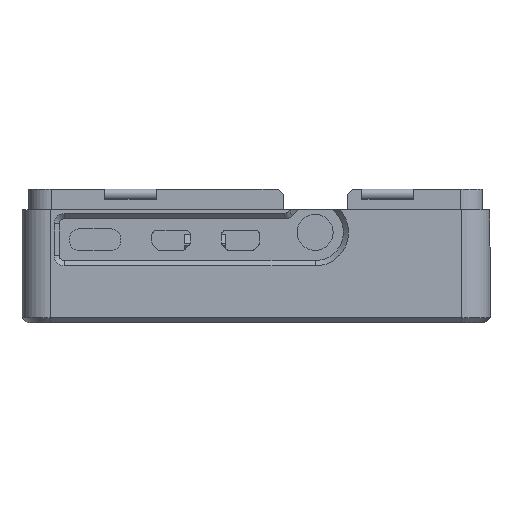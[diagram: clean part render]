
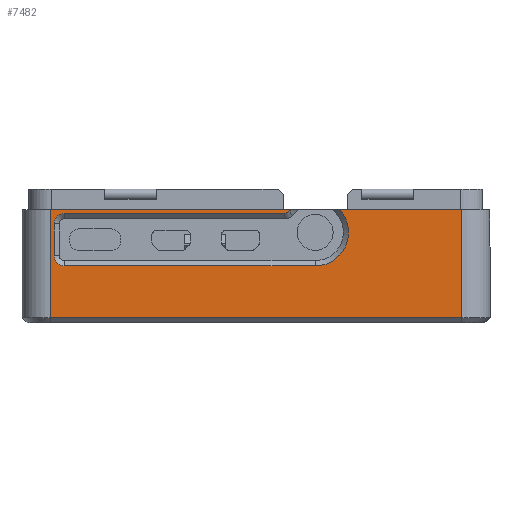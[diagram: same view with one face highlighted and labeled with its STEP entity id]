
A CAD part, front view. The second image highlights one B-rep face of the part: STEP entity #7482.
In plain terms, the highlighted planar face has unit normal (0, -1, 0).
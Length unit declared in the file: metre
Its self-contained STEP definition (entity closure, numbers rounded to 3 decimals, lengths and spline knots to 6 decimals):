
#147=PLANE('',#8066);
#337=B_SPLINE_CURVE_WITH_KNOTS('',3,(#11923,#11924,#11925,#11926),
 .UNSPECIFIED.,.F.,.F.,(4,4),(0.,0.001232),.UNSPECIFIED.);
#551=CIRCLE('',#8067,0.0065);
#552=CIRCLE('',#8068,0.002);
#553=CIRCLE('',#8069,0.002);
#554=CIRCLE('',#8070,0.0065);
#1317=ORIENTED_EDGE('',*,*,#3539,.T.);
#1318=ORIENTED_EDGE('',*,*,#3540,.T.);
#1319=ORIENTED_EDGE('',*,*,#3541,.T.);
#1320=ORIENTED_EDGE('',*,*,#3542,.F.);
#1321=ORIENTED_EDGE('',*,*,#3543,.F.);
#1322=ORIENTED_EDGE('',*,*,#3544,.F.);
#1323=ORIENTED_EDGE('',*,*,#3545,.T.);
#1324=ORIENTED_EDGE('',*,*,#3546,.F.);
#1325=ORIENTED_EDGE('',*,*,#3547,.T.);
#1326=ORIENTED_EDGE('',*,*,#3548,.T.);
#1327=ORIENTED_EDGE('',*,*,#3549,.T.);
#1328=ORIENTED_EDGE('',*,*,#3550,.F.);
#1329=ORIENTED_EDGE('',*,*,#3551,.F.);
#3539=EDGE_CURVE('',#4628,#4629,#5255,.T.);
#3540=EDGE_CURVE('',#4629,#4630,#5256,.T.);
#3541=EDGE_CURVE('',#4630,#4631,#5257,.F.);
#3542=EDGE_CURVE('',#4632,#4631,#5258,.T.);
#3543=EDGE_CURVE('',#4633,#4632,#551,.T.);
#3544=EDGE_CURVE('',#4634,#4633,#5259,.T.);
#3545=EDGE_CURVE('',#4634,#4635,#552,.T.);
#3546=EDGE_CURVE('',#4636,#4635,#5260,.T.);
#3547=EDGE_CURVE('',#4636,#4637,#553,.T.);
#3548=EDGE_CURVE('',#4637,#4638,#5261,.T.);
#3549=EDGE_CURVE('',#4638,#4639,#337,.T.);
#3550=EDGE_CURVE('',#4640,#4639,#554,.T.);
#3551=EDGE_CURVE('',#4628,#4640,#5262,.T.);
#4628=VERTEX_POINT('',#11903);
#4629=VERTEX_POINT('',#11904);
#4630=VERTEX_POINT('',#11906);
#4631=VERTEX_POINT('',#11908);
#4632=VERTEX_POINT('',#11910);
#4633=VERTEX_POINT('',#11912);
#4634=VERTEX_POINT('',#11914);
#4635=VERTEX_POINT('',#11916);
#4636=VERTEX_POINT('',#11918);
#4637=VERTEX_POINT('',#11920);
#4638=VERTEX_POINT('',#11922);
#4639=VERTEX_POINT('',#11927);
#4640=VERTEX_POINT('',#11929);
#5255=LINE('',#11902,#6027);
#5256=LINE('',#11905,#6028);
#5257=LINE('',#11907,#6029);
#5258=LINE('',#11909,#6030);
#5259=LINE('',#11913,#6031);
#5260=LINE('',#11917,#6032);
#5261=LINE('',#11921,#6033);
#5262=LINE('',#11930,#6034);
#6027=VECTOR('',#9391,1.);
#6028=VECTOR('',#9392,1.);
#6029=VECTOR('',#9393,1.);
#6030=VECTOR('',#9394,1.);
#6031=VECTOR('',#9397,1.);
#6032=VECTOR('',#9400,1.);
#6033=VECTOR('',#9403,1.);
#6034=VECTOR('',#9406,1.);
#6500=EDGE_LOOP('',(#1317,#1318,#1319,#1320,#1321,#1322,#1323,#1324,#1325,
#1326,#1327,#1328,#1329));
#6930=FACE_BOUND('',#6500,.T.);
#7482=ADVANCED_FACE('',(#6930),#147,.F.);
#8066=AXIS2_PLACEMENT_3D('',#11901,#9389,#9390);
#8067=AXIS2_PLACEMENT_3D('',#11911,#9395,#9396);
#8068=AXIS2_PLACEMENT_3D('',#11915,#9398,#9399);
#8069=AXIS2_PLACEMENT_3D('',#11919,#9401,#9402);
#8070=AXIS2_PLACEMENT_3D('',#11928,#9404,#9405);
#9389=DIRECTION('',(0.,1.,0.));
#9390=DIRECTION('',(-1.,0.,0.));
#9391=DIRECTION('',(0.,0.,-1.));
#9392=DIRECTION('',(1.,0.,0.));
#9393=DIRECTION('',(0.,0.,-1.));
#9394=DIRECTION('',(1.,0.,0.));
#9395=DIRECTION('',(0.,-1.,0.));
#9396=DIRECTION('',(1.,0.,0.));
#9397=DIRECTION('',(1.,0.,0.));
#9398=DIRECTION('',(0.,1.,0.));
#9399=DIRECTION('',(-1.,0.,0.));
#9400=DIRECTION('',(0.,0.,-1.));
#9401=DIRECTION('',(0.,1.,0.));
#9402=DIRECTION('',(-1.,0.,0.));
#9403=DIRECTION('',(1.,0.,0.));
#9404=DIRECTION('',(0.,-1.,0.));
#9405=DIRECTION('',(1.,0.,0.));
#9406=DIRECTION('',(1.,0.,0.));
#11901=CARTESIAN_POINT('',(-0.0006,-0.03101,0.008715));
#11902=CARTESIAN_POINT('',(-0.0406,-0.03101,-0.013285));
#11903=CARTESIAN_POINT('',(-0.0406,-0.03101,0.008715));
#11904=CARTESIAN_POINT('',(-0.0406,-0.03101,-0.012285));
#11905=CARTESIAN_POINT('',(0.0394,-0.03101,-0.012285));
#11906=CARTESIAN_POINT('',(0.0394,-0.03101,-0.012285));
#11907=CARTESIAN_POINT('',(0.0394,-0.03101,0.008715));
#11908=CARTESIAN_POINT('',(0.0394,-0.03101,0.008715));
#11909=CARTESIAN_POINT('',(-0.0006,-0.03101,0.008715));
#11910=CARTESIAN_POINT('',(0.015675,-0.03101,0.008715));
#11911=CARTESIAN_POINT('',(0.0109,-0.03101,0.004305));
#11912=CARTESIAN_POINT('',(0.0109,-0.03101,-0.002195));
#11913=CARTESIAN_POINT('',(-0.014485,-0.03101,-0.002195));
#11914=CARTESIAN_POINT('',(-0.03787,-0.03101,-0.002195));
#11915=CARTESIAN_POINT('',(-0.03787,-0.03101,-0.000195));
#11916=CARTESIAN_POINT('',(-0.03987,-0.03101,-0.000195));
#11917=CARTESIAN_POINT('',(-0.03987,-0.03101,0.002885));
#11918=CARTESIAN_POINT('',(-0.03987,-0.03101,0.005965));
#11919=CARTESIAN_POINT('',(-0.03787,-0.03101,0.005965));
#11920=CARTESIAN_POINT('',(-0.03787,-0.03101,0.007965));
#11921=CARTESIAN_POINT('',(-0.017171,-0.03101,0.007965));
#11922=CARTESIAN_POINT('',(0.004826,-0.03101,0.007965));
#11923=CARTESIAN_POINT('',(0.004826,-0.03101,0.007965));
#11924=CARTESIAN_POINT('',(0.005242,-0.03101,0.007965));
#11925=CARTESIAN_POINT('',(0.005644,-0.03101,0.008153));
#11926=CARTESIAN_POINT('',(0.005911,-0.03101,0.008473));
#11927=CARTESIAN_POINT('',(0.005911,-0.03101,0.008473));
#11928=CARTESIAN_POINT('',(0.0109,-0.03101,0.004305));
#11929=CARTESIAN_POINT('',(0.006124,-0.03101,0.008715));
#11930=CARTESIAN_POINT('',(-0.0006,-0.03101,0.008715));
